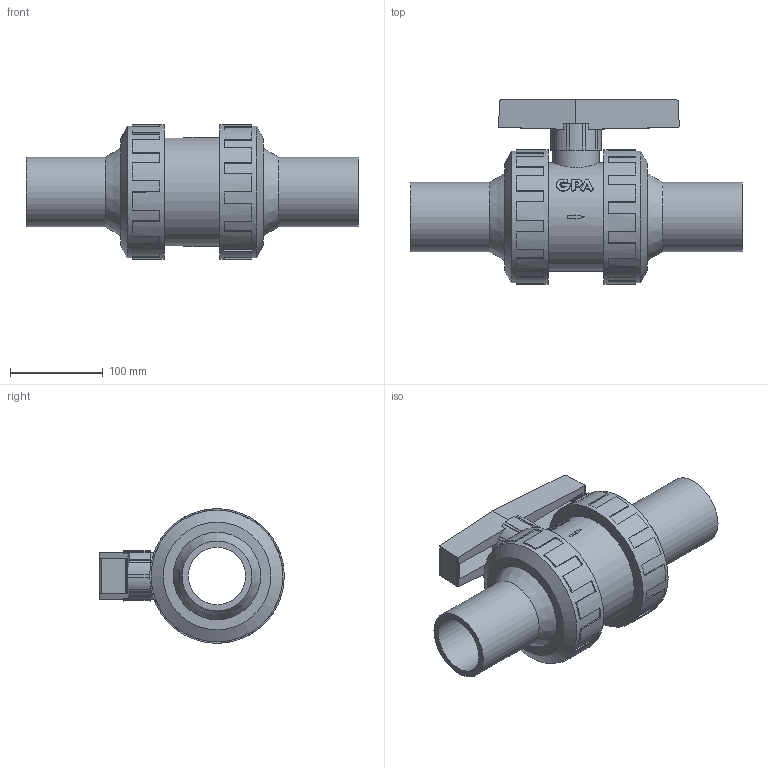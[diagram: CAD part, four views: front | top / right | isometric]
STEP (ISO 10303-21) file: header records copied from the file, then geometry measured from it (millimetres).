
FILE_DESCRIPTION(/* description */ ('PVC Ball Valve type S6 with EPDM gasket and long PE SDR11 spigots, Ø75/DN65 , PN10'),/* implementation_level */ '2;1');
FILE_NAME(/* name */ 'S6BEU-PE-E-075',/* time_stamp */ '2021-11-23T10:33:11+01:00',/* author */ ('COAB Solutions'),/* organization */ ('GPA Flowsystem'),/* preprocessor_version */ 'ST-DEVELOPER v18.1',/* originating_system */ 'www.coabsolutions.com',/* authorisation */ '');
FILE_SCHEMA (('AUTOMOTIVE_DESIGN { 1 0 10303 214 3 1 1 }'));
Length unit declared in the file: millimetre
Products named in the file (1): S6IU-PE-E-075
Bounding box: 357 x 198.25 x 144.5 mm (x, y, z)
Volume: 2196081 mm3; surface area: 334111 mm2
Topology: 1 solids, 3 shells, 271 faces, 739 edges, 490 vertices
Faces by surface type: plane 208, cylinder 38, bspline 21, cone 4
Full cylindrical faces by diameter (mm): 49.98 x1, 61.4 x2, 65 x1, 75 x2, 94 x2, 117.025 x2, 117.045 x3, 130.03 x2, 130.05 x2, 141.61 x2, 144.5 x2
Entity records: 9573 total; most frequent: CARTESIAN_POINT 2273, ORIENTED_EDGE 1478, DIRECTION 1403, EDGE_CURVE 739, VERTEX_POINT 490, LINE 487, VECTOR 487, AXIS2_PLACEMENT_3D 458
